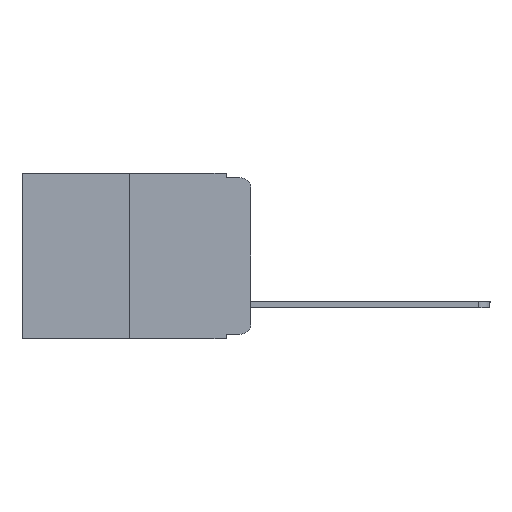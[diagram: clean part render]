
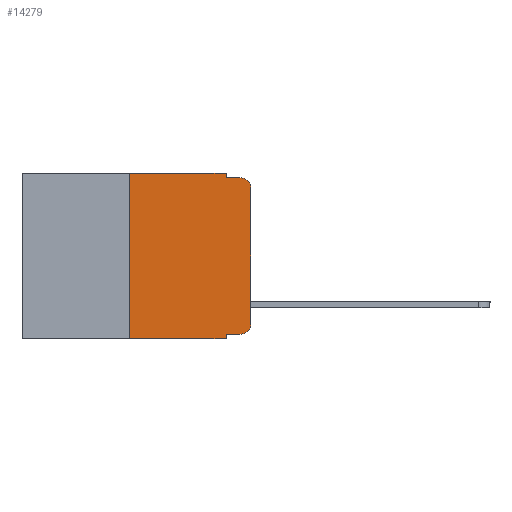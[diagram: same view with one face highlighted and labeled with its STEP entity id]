
A CAD part, left-side view. The second image highlights one B-rep face of the part: STEP entity #14279.
In plain terms, the highlighted planar face has unit normal (-1, 0, 0).
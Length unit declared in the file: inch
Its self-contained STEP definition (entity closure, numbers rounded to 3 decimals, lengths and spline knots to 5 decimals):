
#117 = VERTEX_POINT ( 'NONE', #18012 ) ;
#568 = EDGE_CURVE ( 'NONE', #21137, #17136, #4360, .T. ) ;
#571 = DIRECTION ( 'NONE',  ( 0., -1., 0. ) ) ;
#733 = ORIENTED_EDGE ( 'NONE', *, *, #2047, .F. ) ;
#735 = CARTESIAN_POINT ( 'NONE',  ( 0., 0.051, 0. ) ) ;
#856 = DIRECTION ( 'NONE',  ( -1., 0., 0. ) ) ;
#876 = VECTOR ( 'NONE', #7112, 39.37008 ) ;
#1078 = CARTESIAN_POINT ( 'NONE',  ( 0., 0.25, 0. ) ) ;
#1508 = AXIS2_PLACEMENT_3D ( 'NONE', #9535, #13384, #14816 ) ;
#1594 = CARTESIAN_POINT ( 'NONE',  ( 0., 0.473, -0.343 ) ) ;
#1598 = CIRCLE ( 'NONE', #9273, 0.02 ) ;
#2006 = VERTEX_POINT ( 'NONE', #735 ) ;
#2047 = EDGE_CURVE ( 'NONE', #2006, #6522, #12587, .T. ) ;
#2053 = EDGE_CURVE ( 'NONE', #4992, #21137, #8136, .T. ) ;
#2166 = CARTESIAN_POINT ( 'NONE',  ( 0., 0.051, 0. ) ) ;
#2256 = CARTESIAN_POINT ( 'NONE',  ( 0., 0.473, 0. ) ) ;
#2561 = ORIENTED_EDGE ( 'NONE', *, *, #12683, .F. ) ;
#3215 = LINE ( 'NONE', #1594, #10596 ) ;
#4038 = CARTESIAN_POINT ( 'NONE',  ( 0., 0.02, -0.03 ) ) ;
#4208 = EDGE_CURVE ( 'NONE', #117, #21524, #3215, .T. ) ;
#4360 = LINE ( 'NONE', #17983, #6667 ) ;
#4517 = LINE ( 'NONE', #4744, #5104 ) ;
#4744 = CARTESIAN_POINT ( 'NONE',  ( 0., 0.051, -0.333 ) ) ;
#4992 = VERTEX_POINT ( 'NONE', #13049 ) ;
#5104 = VECTOR ( 'NONE', #14626, 39.37008 ) ;
#5569 = DIRECTION ( 'NONE',  ( 0., 0., -1. ) ) ;
#5774 = EDGE_LOOP ( 'NONE', ( #16624, #12302, #2561, #733, #17692, #15858, #18722, #17080, #12603, #10672 ) ) ;
#6253 = PLANE ( 'NONE',  #1508 ) ;
#6375 = EDGE_CURVE ( 'NONE', #7352, #21524, #12059, .T. ) ;
#6386 = CARTESIAN_POINT ( 'NONE',  ( 0., 0.25, 0. ) ) ;
#6457 = EDGE_CURVE ( 'NONE', #17136, #16470, #1598, .T. ) ;
#6501 = VECTOR ( 'NONE', #15221, 39.37008 ) ;
#6522 = VERTEX_POINT ( 'NONE', #11041 ) ;
#6667 = VECTOR ( 'NONE', #17871, 39.37008 ) ;
#7112 = DIRECTION ( 'NONE',  ( 0., 0., -1. ) ) ;
#7352 = VERTEX_POINT ( 'NONE', #14363 ) ;
#7753 = DIRECTION ( 'NONE',  ( 0., 0., 1. ) ) ;
#8136 = CIRCLE ( 'NONE', #16213, 0.02 ) ;
#9273 = AXIS2_PLACEMENT_3D ( 'NONE', #4038, #856, #14455 ) ;
#9535 = CARTESIAN_POINT ( 'NONE',  ( 0., 0.473, 0. ) ) ;
#10257 = CARTESIAN_POINT ( 'NONE',  ( 0., 0.02, -0.01 ) ) ;
#10596 = VECTOR ( 'NONE', #16518, 39.37008 ) ;
#10672 = ORIENTED_EDGE ( 'NONE', *, *, #2053, .T. ) ;
#11041 = CARTESIAN_POINT ( 'NONE',  ( 0., 0.051, -0.01 ) ) ;
#11161 = VECTOR ( 'NONE', #571, 39.37008 ) ;
#11971 = LINE ( 'NONE', #15615, #11161 ) ;
#12059 = LINE ( 'NONE', #15255, #876 ) ;
#12302 = ORIENTED_EDGE ( 'NONE', *, *, #6457, .T. ) ;
#12587 = LINE ( 'NONE', #2166, #14458 ) ;
#12603 = ORIENTED_EDGE ( 'NONE', *, *, #18419, .T. ) ;
#12683 = EDGE_CURVE ( 'NONE', #6522, #16470, #11971, .T. ) ;
#13049 = CARTESIAN_POINT ( 'NONE',  ( 0., 0.02, -0.333 ) ) ;
#13384 = DIRECTION ( 'NONE',  ( 1., 0., 0. ) ) ;
#13979 = VERTEX_POINT ( 'NONE', #6386 ) ;
#14002 = LINE ( 'NONE', #2256, #6501 ) ;
#14229 = DIRECTION ( 'NONE',  ( -1., 0., 0. ) ) ;
#14279 = ADVANCED_FACE ( 'NONE', ( #17680 ), #6253, .F. ) ;
#14363 = CARTESIAN_POINT ( 'NONE',  ( 0., 0.051, -0.333 ) ) ;
#14455 = DIRECTION ( 'NONE',  ( 0., 0., -1. ) ) ;
#14458 = VECTOR ( 'NONE', #5569, 39.37008 ) ;
#14565 = EDGE_CURVE ( 'NONE', #117, #13979, #19209, .T. ) ;
#14626 = DIRECTION ( 'NONE',  ( 0., -1., 0. ) ) ;
#14816 = DIRECTION ( 'NONE',  ( 0., 0., -1. ) ) ;
#15221 = DIRECTION ( 'NONE',  ( 0., -1., 0. ) ) ;
#15255 = CARTESIAN_POINT ( 'NONE',  ( 0., 0.051, 0. ) ) ;
#15615 = CARTESIAN_POINT ( 'NONE',  ( 0., 0.051, -0.01 ) ) ;
#15858 = ORIENTED_EDGE ( 'NONE', *, *, #14565, .F. ) ;
#16213 = AXIS2_PLACEMENT_3D ( 'NONE', #20738, #14229, #19300 ) ;
#16470 = VERTEX_POINT ( 'NONE', #10257 ) ;
#16518 = DIRECTION ( 'NONE',  ( 0., -1., 0. ) ) ;
#16624 = ORIENTED_EDGE ( 'NONE', *, *, #568, .T. ) ;
#17080 = ORIENTED_EDGE ( 'NONE', *, *, #6375, .F. ) ;
#17136 = VERTEX_POINT ( 'NONE', #18245 ) ;
#17680 = FACE_OUTER_BOUND ( 'NONE', #5774, .T. ) ;
#17692 = ORIENTED_EDGE ( 'NONE', *, *, #17732, .F. ) ;
#17732 = EDGE_CURVE ( 'NONE', #13979, #2006, #14002, .T. ) ;
#17871 = DIRECTION ( 'NONE',  ( 0., 0., 1. ) ) ;
#17983 = CARTESIAN_POINT ( 'NONE',  ( 0., 0., 0. ) ) ;
#18012 = CARTESIAN_POINT ( 'NONE',  ( 0., 0.25, -0.343 ) ) ;
#18245 = CARTESIAN_POINT ( 'NONE',  ( 0., 0., -0.03 ) ) ;
#18419 = EDGE_CURVE ( 'NONE', #7352, #4992, #4517, .T. ) ;
#18722 = ORIENTED_EDGE ( 'NONE', *, *, #4208, .T. ) ;
#19209 = LINE ( 'NONE', #1078, #20799 ) ;
#19300 = DIRECTION ( 'NONE',  ( 0., 0., -1. ) ) ;
#19621 = CARTESIAN_POINT ( 'NONE',  ( 0., 0., -0.313 ) ) ;
#19701 = CARTESIAN_POINT ( 'NONE',  ( 0., 0.051, -0.343 ) ) ;
#20738 = CARTESIAN_POINT ( 'NONE',  ( 0., 0.02, -0.313 ) ) ;
#20799 = VECTOR ( 'NONE', #7753, 39.37008 ) ;
#21137 = VERTEX_POINT ( 'NONE', #19621 ) ;
#21524 = VERTEX_POINT ( 'NONE', #19701 ) ;
